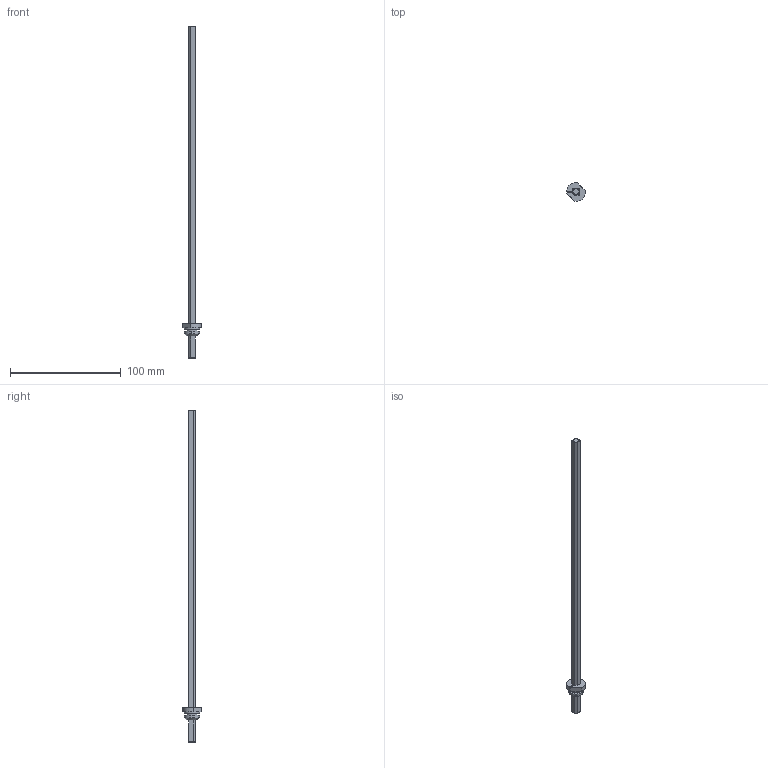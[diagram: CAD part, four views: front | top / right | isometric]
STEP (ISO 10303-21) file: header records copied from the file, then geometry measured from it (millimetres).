
FILE_DESCRIPTION(('STEP AP214'),'1');
FILE_NAME('cctmp_AC0EF1D5-48A6-4EB8-BCFF-DCE59BE04AD8_2023_04_14_05_27_52_0919..stp','2023-04-14T03:27:53',('SIEMENS A&D'),('CADClick - www.CADClick.com'),'Spatial InterOp 3D postprocessed',' ','unknown authorization');
FILE_SCHEMA(('AUTOMOTIVE_DESIGN'));
Length unit declared in the file: millimetre
Products named in the file (1): 2023_04_14_05_27_52_0912
Bounding box: 17 x 17 x 300 mm (x, y, z)
Volume: 11529.4 mm3; surface area: 7528.4 mm2
Topology: 1 solids, 1 shells, 57 faces, 144 edges, 95 vertices
Faces by surface type: plane 31, cylinder 20, bspline 4, cone 2
Entity records: 2177 total; most frequent: CARTESIAN_POINT 619, ORIENTED_EDGE 288, DIRECTION 269, EDGE_CURVE 144, AXIS2_PLACEMENT_3D 97, VERTEX_POINT 95, LINE 75, VECTOR 75
